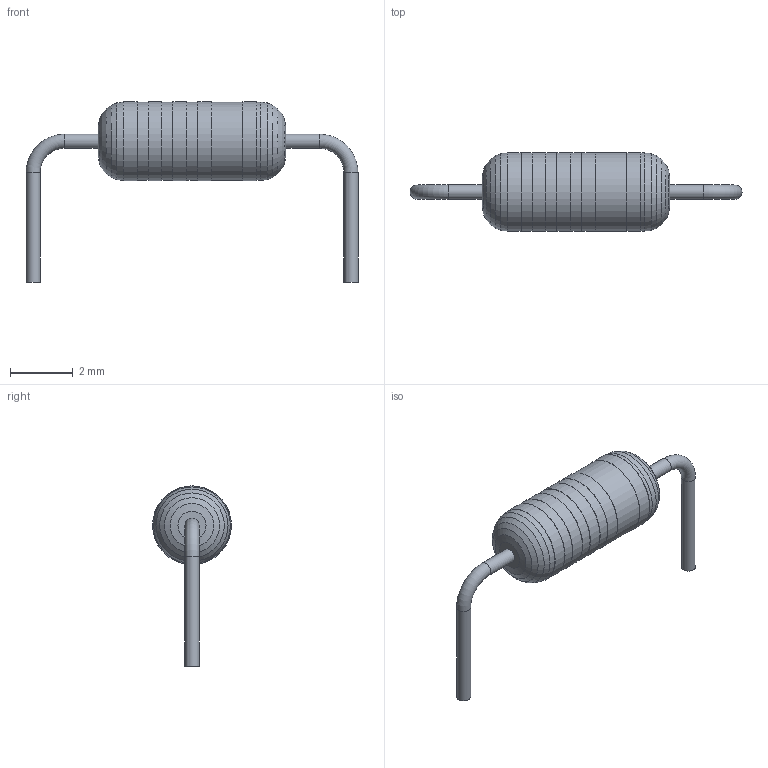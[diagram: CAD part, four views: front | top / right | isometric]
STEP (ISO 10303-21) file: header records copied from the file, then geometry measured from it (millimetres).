
FILE_DESCRIPTION(/* description */ ('STEP AP242','CAx-IF Rec.Pracs.---Representation and Presentation of Product Manufacturing Information (PMI)---4.0---2014-10-13','CAx-IF Rec.Pracs.---3D Tessellated Geometry---0.4---2014-09-14','2;1'),/* implementation_level */ '2;1');
FILE_NAME(/* name */ '664f48ce1f2bb955f9f22886',/* time_stamp */ '2024-05-23T13:46:55Z',/* author */ ('Harry Boyd'),/* organization */ (''),/* preprocessor_version */ 'ST-DEVELOPER v20',/* originating_system */ ' ',/* authorisation */ 'MIT License');
FILE_SCHEMA (('AP242_MANAGED_MODEL_BASED_3D_ENGINEERING_MIM_LF { 1 0 10303 442 1 1 4 }'));
Length unit declared in the file: metre
Products named in the file (1): Part 1
Bounding box: 10.61 x 2.52 x 5.76 mm (x, y, z)
Volume: 29.7 mm3; surface area: 69.2 mm2
Topology: 1 solids, 1 shells, 42 faces, 69 edges, 41 vertices
Faces by surface type: cylinder 14, plane 14, cone 12, torus 2
Full cylindrical faces by diameter (mm): 0.45 x4, 2.5 x5, 2.52 x5
Entity records: 1157 total; most frequent: DIRECTION 168, CARTESIAN_POINT 125, AXIS2_PLACEMENT_3D 84, ORIENTED_EDGE 82, EDGE_LOOP 82, FACE_BOUND 82, PRESENTATION_STYLE_ASSIGNMENT 43, SURFACE_STYLE_USAGE 43
